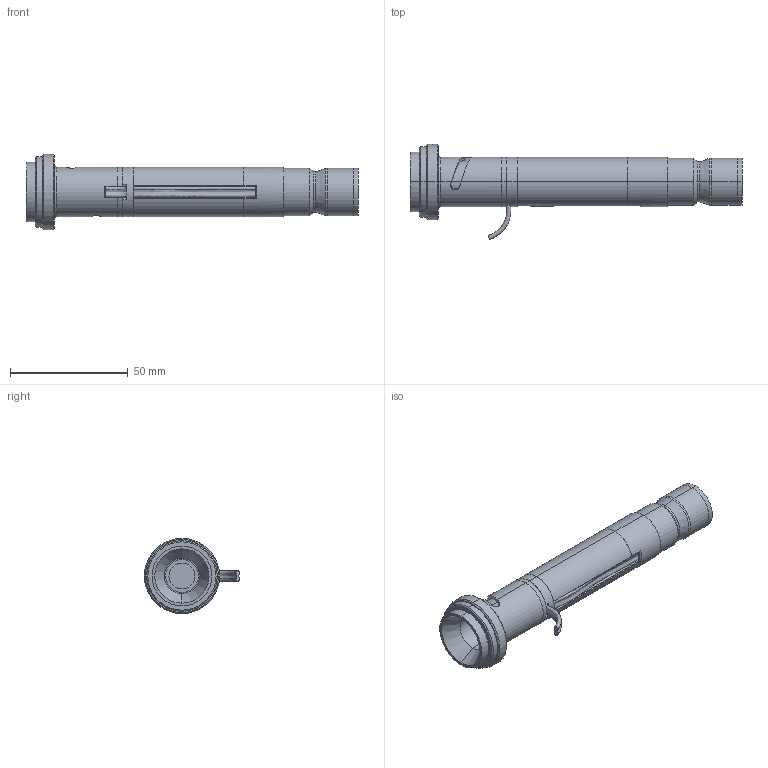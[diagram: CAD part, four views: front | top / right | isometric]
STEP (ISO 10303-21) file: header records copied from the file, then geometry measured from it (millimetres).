
FILE_DESCRIPTION (( 'STEP AP214' ), '1' );
FILE_NAME ('PCBP012.STEP', '2011-07-20T15:36:07', ( '--' ), ( '' ), 'SwSTEP 2.0', 'SolidWorks 2011', '' );
FILE_SCHEMA (( 'AUTOMOTIVE_DESIGN' ));
Length unit declared in the file: millimetre
Products named in the file (1): PCBP012
Bounding box: 141.07 x 40.55 x 32 mm (x, y, z)
Surface area: 18298.6 mm2 (no closed solid volume)
Topology: 0 solids, 17 shells, 111 faces, 333 edges, 238 vertices
Faces by surface type: plane 44, cylinder 38, cone 17, bspline 10, torus 2
Entity records: 6598 total; most frequent: CARTESIAN_POINT 2388, DIRECTION 645, ORIENTED_EDGE 542, EDGE_CURVE 333, AXIS2_PLACEMENT_3D 259, VERTEX_POINT 238, CIRCLE 157, EDGE_LOOP 136
